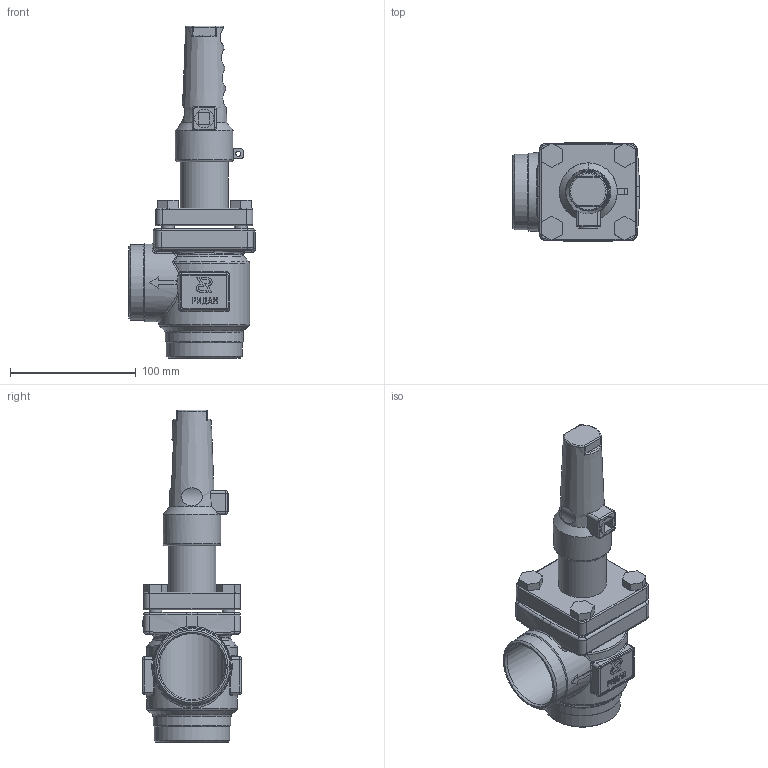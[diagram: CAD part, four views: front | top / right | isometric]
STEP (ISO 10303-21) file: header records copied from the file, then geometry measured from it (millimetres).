
FILE_DESCRIPTION(('TFLEX Exchange Step'),'2;1');
FILE_NAME('148B2050R.stp', '2024-09-11T12:47:06+03:00',('RUCO3378'),('Unknown organisation'),'TFLEX Exchange 2024.4','T-FLEX CAD','Unknown authorisation');
FILE_SCHEMA( ('AP203_CONFIGURATION_CONTROLLED_3D_DESIGN_OF_MECHANICAL_PARTS_AND_ASSEMBLIES_MIM_LF') );
Length unit declared in the file: millimetre
Products named in the file (1): Body_Ang_50
Bounding box: 100.5 x 78 x 264 mm (x, y, z)
Volume: 454761.3 mm3; surface area: 96732.4 mm2
Topology: 1 solids, 1 shells, 1026 faces, 2711 edges, 1754 vertices
Faces by surface type: plane 457, bspline 377, cylinder 114, torus 50, cone 19, sphere 9
Full cylindrical faces by diameter (mm): 4 x1, 10 x8, 11 x4, 15 x1, 38 x1, 46 x1, 52.5 x2, 60.3 x2, 62 x2, 72 x1
Entity records: 48734 total; most frequent: CARTESIAN_POINT 25581, ORIENTED_EDGE 5398, DIRECTION 3533, EDGE_CURVE 2699, VERTEX_POINT 1754, VECTOR 1529, LINE 1529, EDGE_LOOP 1117
